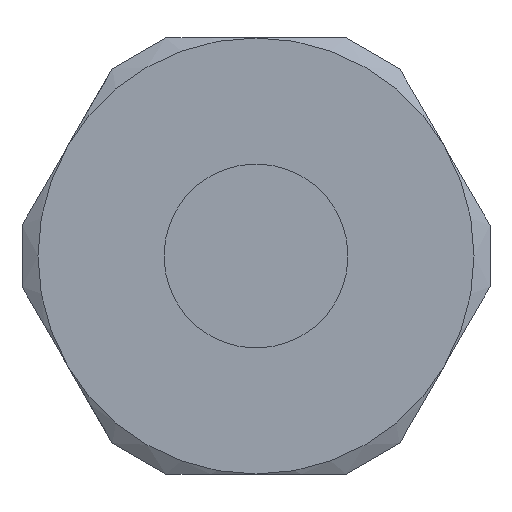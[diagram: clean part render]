
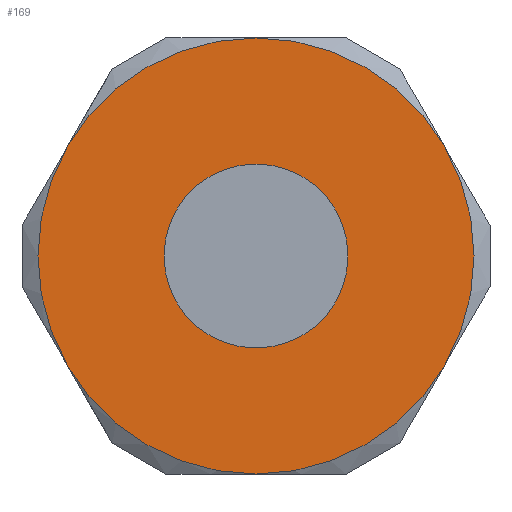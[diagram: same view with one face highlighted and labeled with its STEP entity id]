
A CAD part, left-side view. The second image highlights one B-rep face of the part: STEP entity #169.
In plain terms, the highlighted planar face has unit normal (-1, 0, 0).
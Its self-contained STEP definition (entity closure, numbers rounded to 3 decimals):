
#169 = ADVANCED_FACE( '', ( #378, #379 ), #380, .F. );
#378 = FACE_OUTER_BOUND( '', #659, .T. );
#379 = FACE_BOUND( '', #660, .T. );
#380 = PLANE( '', #661 );
#659 = EDGE_LOOP( '', ( #928, #929, #930, #931, #932, #933 ) );
#660 = EDGE_LOOP( '', ( #934 ) );
#661 = AXIS2_PLACEMENT_3D( '', #935, #936, #937 );
#928 = ORIENTED_EDGE( '', *, *, #1625, .F. );
#929 = ORIENTED_EDGE( '', *, *, #1626, .F. );
#930 = ORIENTED_EDGE( '', *, *, #1627, .F. );
#931 = ORIENTED_EDGE( '', *, *, #1628, .F. );
#932 = ORIENTED_EDGE( '', *, *, #1629, .F. );
#933 = ORIENTED_EDGE( '', *, *, #1630, .F. );
#934 = ORIENTED_EDGE( '', *, *, #1631, .T. );
#935 = CARTESIAN_POINT( '', ( 0., 0., 0. ) );
#936 = DIRECTION( '', ( 1., 0., 0. ) );
#937 = DIRECTION( '', ( 0., 0., -1. ) );
#1625 = EDGE_CURVE( '', #1889, #1890, #1891, .T. );
#1626 = EDGE_CURVE( '', #1892, #1889, #1893, .T. );
#1627 = EDGE_CURVE( '', #1894, #1892, #1895, .T. );
#1628 = EDGE_CURVE( '', #1896, #1894, #1897, .T. );
#1629 = EDGE_CURVE( '', #1898, #1896, #1899, .T. );
#1630 = EDGE_CURVE( '', #1890, #1898, #1900, .T. );
#1631 = EDGE_CURVE( '', #1901, #1901, #1902, .T. );
#1889 = VERTEX_POINT( '', #2266 );
#1890 = VERTEX_POINT( '', #2267 );
#1891 = CIRCLE( '', #2268, 20.5 );
#1892 = VERTEX_POINT( '', #2269 );
#1893 = CIRCLE( '', #2270, 20.5 );
#1894 = VERTEX_POINT( '', #2271 );
#1895 = CIRCLE( '', #2272, 20.5 );
#1896 = VERTEX_POINT( '', #2273 );
#1897 = CIRCLE( '', #2274, 20.5 );
#1898 = VERTEX_POINT( '', #2275 );
#1899 = CIRCLE( '', #2276, 20.5 );
#1900 = CIRCLE( '', #2277, 20.5 );
#1901 = VERTEX_POINT( '', #2278 );
#1902 = CIRCLE( '', #2279, 8.647 );
#2266 = CARTESIAN_POINT( '', ( 0., 17.754, -10.25 ) );
#2267 = CARTESIAN_POINT( '', ( 0., 17.754, 10.25 ) );
#2268 = AXIS2_PLACEMENT_3D( '', #3158, #3159, #3160 );
#2269 = CARTESIAN_POINT( '', ( 0., 0., -20.5 ) );
#2270 = AXIS2_PLACEMENT_3D( '', #3161, #3162, #3163 );
#2271 = CARTESIAN_POINT( '', ( 0., -17.754, -10.25 ) );
#2272 = AXIS2_PLACEMENT_3D( '', #3164, #3165, #3166 );
#2273 = CARTESIAN_POINT( '', ( 0., -17.754, 10.25 ) );
#2274 = AXIS2_PLACEMENT_3D( '', #3167, #3168, #3169 );
#2275 = CARTESIAN_POINT( '', ( 0., 0., 20.5 ) );
#2276 = AXIS2_PLACEMENT_3D( '', #3170, #3171, #3172 );
#2277 = AXIS2_PLACEMENT_3D( '', #3173, #3174, #3175 );
#2278 = CARTESIAN_POINT( '', ( 0., 0., -8.647 ) );
#2279 = AXIS2_PLACEMENT_3D( '', #3176, #3177, #3178 );
#3158 = CARTESIAN_POINT( '', ( 0., 0., 0. ) );
#3159 = DIRECTION( '', ( 1., 0., 0. ) );
#3160 = DIRECTION( '', ( 0., 0., -1. ) );
#3161 = CARTESIAN_POINT( '', ( 0., 0., 0. ) );
#3162 = DIRECTION( '', ( 1., 0., 0. ) );
#3163 = DIRECTION( '', ( 0., 0., -1. ) );
#3164 = CARTESIAN_POINT( '', ( 0., 0., 0. ) );
#3165 = DIRECTION( '', ( 1., 0., 0. ) );
#3166 = DIRECTION( '', ( 0., 0., -1. ) );
#3167 = CARTESIAN_POINT( '', ( 0., 0., 0. ) );
#3168 = DIRECTION( '', ( 1., 0., 0. ) );
#3169 = DIRECTION( '', ( 0., 0., -1. ) );
#3170 = CARTESIAN_POINT( '', ( 0., 0., 0. ) );
#3171 = DIRECTION( '', ( 1., 0., 0. ) );
#3172 = DIRECTION( '', ( 0., 0., -1. ) );
#3173 = CARTESIAN_POINT( '', ( 0., 0., 0. ) );
#3174 = DIRECTION( '', ( 1., 0., 0. ) );
#3175 = DIRECTION( '', ( 0., 0., -1. ) );
#3176 = CARTESIAN_POINT( '', ( 0., 0., 0. ) );
#3177 = DIRECTION( '', ( 1., 0., 0. ) );
#3178 = DIRECTION( '', ( 0., 0., -1. ) );
